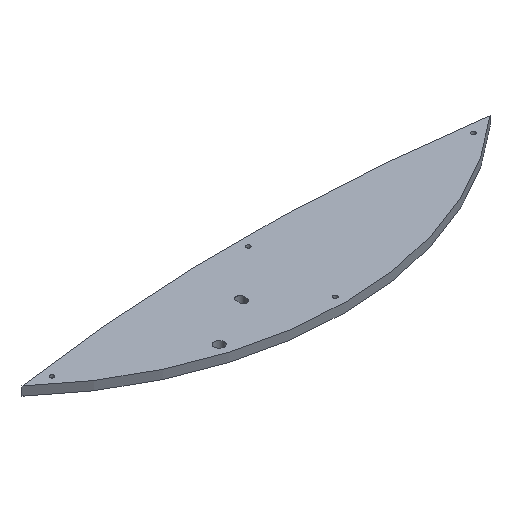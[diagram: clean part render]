
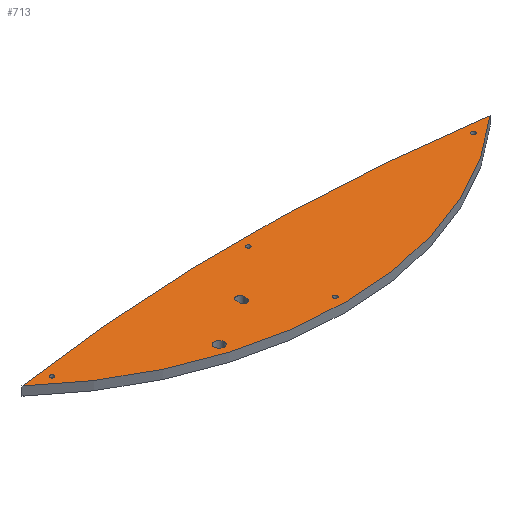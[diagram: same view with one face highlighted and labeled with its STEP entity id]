
A CAD part, isometric view. The second image highlights one B-rep face of the part: STEP entity #713.
In plain terms, the highlighted planar face has unit normal (0, 0, 1).
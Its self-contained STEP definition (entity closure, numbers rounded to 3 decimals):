
#81=CARTESIAN_POINT('',(-95.868,-329.925,0.0));
#82=VERTEX_POINT('',#81);
#83=CARTESIAN_POINT('',(-100.868,-329.925,0.0));
#84=DIRECTION('',(0.0,0.0,-1.0));
#85=DIRECTION('',(1.0,0.0,0.0));
#86=AXIS2_PLACEMENT_3D('',#83,#84,#85);
#87=CIRCLE('',#86,5.0);
#88=EDGE_CURVE('',#82,#82,#87,.T.);
#157=CARTESIAN_POINT('',(-54.,-300.5,0.0));
#158=VERTEX_POINT('',#157);
#165=CARTESIAN_POINT('',(-54.,-303.5,0.0));
#166=VERTEX_POINT('',#165);
#167=CARTESIAN_POINT('',(-54.,-303.5,0.0));
#168=DIRECTION('',(0.0,1.0,0.0));
#169=VECTOR('',#168,3.0);
#170=LINE('',#167,#169);
#171=EDGE_CURVE('',#166,#158,#170,.T.);
#197=CARTESIAN_POINT('',(-46.,-303.5,0.0));
#198=VERTEX_POINT('',#197);
#199=CARTESIAN_POINT('',(-50.,-303.5,0.0));
#200=DIRECTION('',(0.0,0.0,-1.0));
#201=DIRECTION('',(-1.0,0.0,0.0));
#202=AXIS2_PLACEMENT_3D('',#199,#200,#201);
#203=CIRCLE('',#202,4.0);
#204=EDGE_CURVE('',#198,#166,#203,.T.);
#229=CARTESIAN_POINT('',(-46.,-300.5,0.0));
#230=VERTEX_POINT('',#229);
#231=CARTESIAN_POINT('',(-46.,-300.5,0.0));
#232=DIRECTION('',(0.0,-1.0,0.0));
#233=VECTOR('',#232,3.0);
#234=LINE('',#231,#233);
#235=EDGE_CURVE('',#230,#198,#234,.T.);
#259=CARTESIAN_POINT('',(-50.,-300.5,0.0));
#260=DIRECTION('',(0.0,0.0,-1.0));
#261=DIRECTION('',(1.0,0.0,0.0));
#262=AXIS2_PLACEMENT_3D('',#259,#260,#261);
#263=CIRCLE('',#262,4.0);
#264=EDGE_CURVE('',#158,#230,#263,.T.);
#349=CARTESIAN_POINT('',(-211.867,-273.206,0.0));
#350=VERTEX_POINT('',#349);
#351=CARTESIAN_POINT('',(-213.934,-273.206,0.0));
#352=DIRECTION('',(0.0,0.0,-1.0));
#353=DIRECTION('',(1.0,0.0,0.0));
#354=AXIS2_PLACEMENT_3D('',#351,#352,#353);
#355=CIRCLE('',#354,2.067);
#356=EDGE_CURVE('',#350,#350,#355,.T.);
#428=CARTESIAN_POINT('',(216.001,-273.206,0.0));
#429=VERTEX_POINT('',#428);
#430=CARTESIAN_POINT('',(213.934,-273.206,0.0));
#431=DIRECTION('',(0.0,0.0,-1.0));
#432=DIRECTION('',(1.0,0.0,0.0));
#433=AXIS2_PLACEMENT_3D('',#430,#431,#432);
#434=CIRCLE('',#433,2.067);
#435=EDGE_CURVE('',#429,#429,#434,.T.);
#507=CARTESIAN_POINT('',(2.067,-347.0,0.0));
#508=VERTEX_POINT('',#507);
#509=CARTESIAN_POINT('',(0.,-347.0,0.0));
#510=DIRECTION('',(0.0,0.0,-1.0));
#511=DIRECTION('',(1.0,0.0,0.0));
#512=AXIS2_PLACEMENT_3D('',#509,#510,#511);
#513=CIRCLE('',#512,2.067);
#514=EDGE_CURVE('',#508,#508,#513,.T.);
#586=CARTESIAN_POINT('',(2.067,-258.743,0.0));
#587=VERTEX_POINT('',#586);
#588=CARTESIAN_POINT('',(0.,-258.743,0.0));
#589=DIRECTION('',(0.0,0.0,-1.0));
#590=DIRECTION('',(1.0,0.0,0.0));
#591=AXIS2_PLACEMENT_3D('',#588,#589,#590);
#592=CIRCLE('',#591,2.067);
#593=EDGE_CURVE('',#587,#587,#592,.T.);
#617=CARTESIAN_POINT('',(237.562,-266.483,0.0));
#618=VERTEX_POINT('',#617);
#625=CARTESIAN_POINT('',(-237.562,-266.483,0.0));
#626=VERTEX_POINT('',#625);
#627=CARTESIAN_POINT('',(0.0,0.0,0.0));
#628=DIRECTION('',(0.0,0.0,1.0));
#629=DIRECTION('',(-0.665,-0.746,0.0));
#630=AXIS2_PLACEMENT_3D('',#627,#628,#629);
#631=CIRCLE('',#630,357.);
#632=EDGE_CURVE('',#626,#618,#631,.T.);
#656=CARTESIAN_POINT('',(0.,-1848.243,0.0));
#657=DIRECTION('',(0.0,0.0,1.));
#658=DIRECTION('',(0.149,0.989,0.0));
#659=AXIS2_PLACEMENT_3D('',#656,#657,#658);
#660=CIRCLE('',#659,1599.5);
#661=EDGE_CURVE('',#618,#626,#660,.T.);
#683=CARTESIAN_POINT('',(0.,-289.473,0.0));
#684=DIRECTION('',(0.0,0.0,1.0));
#685=DIRECTION('',(1.0,0.0,0.0));
#686=AXIS2_PLACEMENT_3D('',#683,#684,#685);
#687=PLANE('',#686);
#688=ORIENTED_EDGE('',*,*,#661,.T.);
#689=ORIENTED_EDGE('',*,*,#632,.T.);
#690=EDGE_LOOP('',(#688,#689));
#691=FACE_OUTER_BOUND('',#690,.T.);
#692=ORIENTED_EDGE('',*,*,#88,.T.);
#693=EDGE_LOOP('',(#692));
#694=FACE_BOUND('',#693,.T.);
#695=ORIENTED_EDGE('',*,*,#171,.T.);
#696=ORIENTED_EDGE('',*,*,#264,.T.);
#697=ORIENTED_EDGE('',*,*,#235,.T.);
#698=ORIENTED_EDGE('',*,*,#204,.T.);
#699=EDGE_LOOP('',(#695,#696,#697,#698));
#700=FACE_BOUND('',#699,.T.);
#701=ORIENTED_EDGE('',*,*,#356,.T.);
#702=EDGE_LOOP('',(#701));
#703=FACE_BOUND('',#702,.T.);
#704=ORIENTED_EDGE('',*,*,#435,.T.);
#705=EDGE_LOOP('',(#704));
#706=FACE_BOUND('',#705,.T.);
#707=ORIENTED_EDGE('',*,*,#514,.T.);
#708=EDGE_LOOP('',(#707));
#709=FACE_BOUND('',#708,.T.);
#710=ORIENTED_EDGE('',*,*,#593,.T.);
#711=EDGE_LOOP('',(#710));
#712=FACE_BOUND('',#711,.T.);
#713=ADVANCED_FACE('',(#691,#694,#700,#703,#706,#709,#712),#687,.T.);
